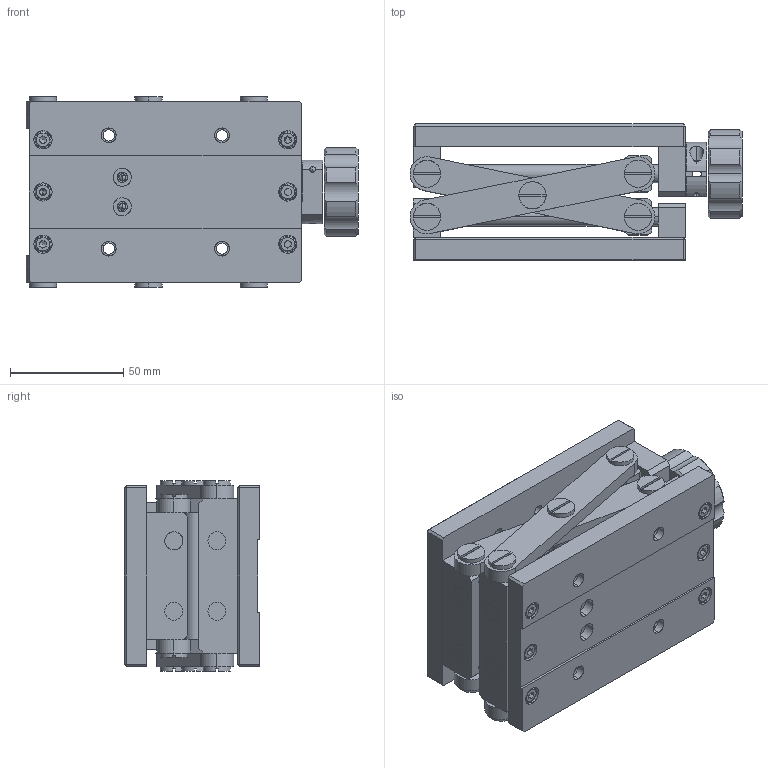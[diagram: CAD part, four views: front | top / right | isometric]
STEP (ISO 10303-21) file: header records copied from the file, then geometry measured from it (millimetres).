
FILE_DESCRIPTION (( 'STEP AP203' ), '1' );
FILE_NAME ('518360.STEP', '2025-07-10T03:52:23', ( '' ), ( '' ), 'SwSTEP 2.0', 'SolidWorks 2020', '' );
FILE_SCHEMA (( 'CONFIG_CONTROL_DESIGN' ));
Length unit declared in the file: millimetre
Products named in the file (1): 518360
Bounding box: 146.5 x 60 x 84 mm (x, y, z)
Surface area: 108236.4 mm2 (no closed solid volume)
Topology: 0 solids, 130 shells, 538 faces, 1801 edges, 1394 vertices
Faces by surface type: plane 308, cylinder 166, cone 34, torus 30
Entity records: 32558 total; most frequent: CARTESIAN_POINT 17230, DIRECTION 2920, ORIENTED_EDGE 2790, EDGE_CURVE 1787, VERTEX_POINT 1394, AXIS2_PLACEMENT_3D 996, VECTOR 928, LINE 928
